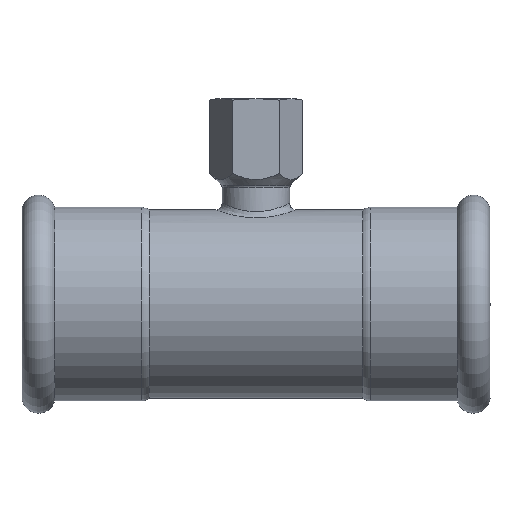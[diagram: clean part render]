
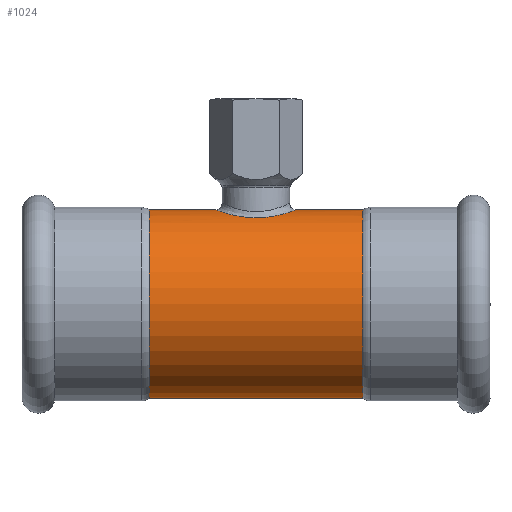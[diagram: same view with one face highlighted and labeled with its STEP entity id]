
A CAD part, front view. The second image highlights one B-rep face of the part: STEP entity #1024.
In plain terms, the highlighted cylindrical face has radius 28 mm (diameter 56 mm), a full revolution.
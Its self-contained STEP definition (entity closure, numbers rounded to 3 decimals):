
#55=FACE_BOUND('',#222,.T.);
#62=B_SPLINE_CURVE_WITH_KNOTS('',3,(#1972,#1973,#1974,#1975,#1976,#1977,
#1978,#1979,#1980,#1981,#1982,#1983,#1984,#1985,#1986,#1987,#1988,#1989,
#1990),.UNSPECIFIED.,.T.,.F.,(4,1,1,1,1,1,1,1,1,1,1,1,1,1,1,1,4),(-6.086,
-5.651,-5.216,-4.637,-4.492,
-4.347,-3.767,-3.477,-2.898,
-2.608,-2.318,-2.029,-1.739,-1.304,
-0.869,-0.435,0.),.UNSPECIFIED.);
#72=LINE('',#1998,#106);
#106=VECTOR('',#1370,28.);
#139=CYLINDRICAL_SURFACE('',#1139,28.);
#166=FACE_OUTER_BOUND('',#221,.T.);
#221=EDGE_LOOP('',(#742,#743,#744,#745,#746,#747,#748,#749));
#222=EDGE_LOOP('',(#750));
#309=CIRCLE('',#1140,28.);
#310=CIRCLE('',#1141,28.);
#311=CIRCLE('',#1142,28.);
#312=CIRCLE('',#1143,28.);
#313=CIRCLE('',#1144,28.);
#314=CIRCLE('',#1145,28.);
#418=VERTEX_POINT('',#1950);
#420=VERTEX_POINT('',#1992);
#421=VERTEX_POINT('',#1993);
#422=VERTEX_POINT('',#1995);
#423=VERTEX_POINT('',#1997);
#424=VERTEX_POINT('',#1999);
#425=VERTEX_POINT('',#2001);
#548=EDGE_CURVE('',#418,#418,#62,.T.);
#549=EDGE_CURVE('',#420,#421,#309,.T.);
#550=EDGE_CURVE('',#422,#420,#310,.T.);
#551=EDGE_CURVE('',#422,#423,#72,.T.);
#552=EDGE_CURVE('',#423,#424,#311,.T.);
#553=EDGE_CURVE('',#424,#425,#312,.T.);
#554=EDGE_CURVE('',#425,#423,#313,.T.);
#555=EDGE_CURVE('',#421,#422,#314,.T.);
#742=ORIENTED_EDGE('',*,*,#549,.F.);
#743=ORIENTED_EDGE('',*,*,#550,.F.);
#744=ORIENTED_EDGE('',*,*,#551,.T.);
#745=ORIENTED_EDGE('',*,*,#552,.T.);
#746=ORIENTED_EDGE('',*,*,#553,.T.);
#747=ORIENTED_EDGE('',*,*,#554,.T.);
#748=ORIENTED_EDGE('',*,*,#551,.F.);
#749=ORIENTED_EDGE('',*,*,#555,.F.);
#750=ORIENTED_EDGE('',*,*,#548,.F.);
#1024=ADVANCED_FACE('',(#166,#55),#139,.T.);
#1139=AXIS2_PLACEMENT_3D('',#1991,#1364,#1365);
#1140=AXIS2_PLACEMENT_3D('',#1994,#1366,#1367);
#1141=AXIS2_PLACEMENT_3D('',#1996,#1368,#1369);
#1142=AXIS2_PLACEMENT_3D('',#2000,#1371,#1372);
#1143=AXIS2_PLACEMENT_3D('',#2002,#1373,#1374);
#1144=AXIS2_PLACEMENT_3D('',#2003,#1375,#1376);
#1145=AXIS2_PLACEMENT_3D('',#2004,#1377,#1378);
#1364=DIRECTION('center_axis',(1.,0.,0.));
#1365=DIRECTION('ref_axis',(0.,1.,0.));
#1366=DIRECTION('center_axis',(1.,0.,0.));
#1367=DIRECTION('ref_axis',(0.,1.,0.));
#1368=DIRECTION('center_axis',(1.,0.,0.));
#1369=DIRECTION('ref_axis',(0.,1.,0.));
#1370=DIRECTION('',(-1.,0.,0.));
#1371=DIRECTION('center_axis',(1.,0.,0.));
#1372=DIRECTION('ref_axis',(0.,1.,0.));
#1373=DIRECTION('center_axis',(1.,0.,0.));
#1374=DIRECTION('ref_axis',(0.,1.,0.));
#1375=DIRECTION('center_axis',(1.,0.,0.));
#1376=DIRECTION('ref_axis',(0.,1.,0.));
#1377=DIRECTION('center_axis',(1.,0.,0.));
#1378=DIRECTION('ref_axis',(0.,1.,0.));
#1950=CARTESIAN_POINT('',(0.,11.2,25.662));
#1972=CARTESIAN_POINT('Ctrl Pts',(0.,11.2,25.662));
#1973=CARTESIAN_POINT('Ctrl Pts',(-1.815,11.2,25.662));
#1974=CARTESIAN_POINT('Ctrl Pts',(-5.426,10.406,26.022));
#1975=CARTESIAN_POINT('Ctrl Pts',(-10.153,6.891,27.286));
#1976=CARTESIAN_POINT('Ctrl Pts',(-12.018,2.556,28.012));
#1977=CARTESIAN_POINT('Ctrl Pts',(-12.01,-0.85,
28.003));
#1978=CARTESIAN_POINT('Ctrl Pts',(-11.468,-4.211,27.803));
#1979=CARTESIAN_POINT('Ctrl Pts',(-9.268,-7.697,27.006));
#1980=CARTESIAN_POINT('Ctrl Pts',(-4.337,-10.864,25.838));
#1981=CARTESIAN_POINT('Ctrl Pts',(0.672,-11.596,25.481));
#1982=CARTESIAN_POINT('Ctrl Pts',(5.322,-10.22,26.087));
#1983=CARTESIAN_POINT('Ctrl Pts',(8.282,-8.332,26.766));
#1984=CARTESIAN_POINT('Ctrl Pts',(10.527,-5.713,27.465));
#1985=CARTESIAN_POINT('Ctrl Pts',(12.099,-2.036,28.035));
#1986=CARTESIAN_POINT('Ctrl Pts',(12.098,2.62,28.034));
#1987=CARTESIAN_POINT('Ctrl Pts',(9.674,7.236,27.153));
#1988=CARTESIAN_POINT('Ctrl Pts',(5.43,10.41,26.026));
#1989=CARTESIAN_POINT('Ctrl Pts',(1.815,11.2,25.662));
#1990=CARTESIAN_POINT('Ctrl Pts',(0.,11.2,25.662));
#1991=CARTESIAN_POINT('Origin',(26.817,0.,0.));
#1992=CARTESIAN_POINT('',(31.735,28.,0.));
#1993=CARTESIAN_POINT('',(31.735,0.,28.));
#1994=CARTESIAN_POINT('Origin',(31.735,0.,0.));
#1995=CARTESIAN_POINT('',(31.735,-28.,0.));
#1996=CARTESIAN_POINT('Origin',(31.735,0.,0.));
#1997=CARTESIAN_POINT('',(-31.735,-28.,0.));
#1998=CARTESIAN_POINT('',(26.817,-28.,0.));
#1999=CARTESIAN_POINT('',(-31.735,28.,0.));
#2000=CARTESIAN_POINT('Origin',(-31.735,0.,0.));
#2001=CARTESIAN_POINT('',(-31.735,0.,28.));
#2002=CARTESIAN_POINT('Origin',(-31.735,0.,0.));
#2003=CARTESIAN_POINT('Origin',(-31.735,0.,0.));
#2004=CARTESIAN_POINT('Origin',(31.735,0.,0.));
